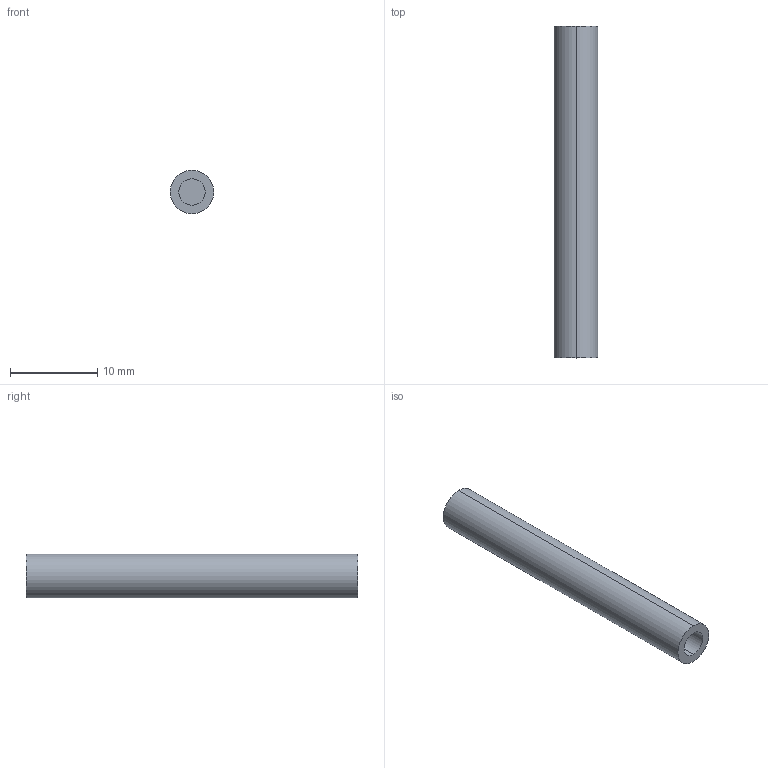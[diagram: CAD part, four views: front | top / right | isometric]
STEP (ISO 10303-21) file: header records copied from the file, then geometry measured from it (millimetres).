
FILE_DESCRIPTION (( 'STEP AP214' ), '1' );
FILE_NAME ('lead screw.STEP', '2017-04-12T13:06:06', ( '' ), ( '' ), 'SwSTEP 2.0', 'SolidWorks 2015', '' );
FILE_SCHEMA (( 'AUTOMOTIVE_DESIGN' ));
Length unit declared in the file: millimetre
Products named in the file (1): lead screw
Bounding box: 5 x 38 x 5 mm (x, y, z)
Volume: 668.4 mm3; surface area: 737.5 mm2
Topology: 1 solids, 1 shells, 9 faces, 19 edges, 10 vertices
Faces by surface type: cylinder 4, plane 3, bspline 2
Entity records: 375 total; most frequent: CARTESIAN_POINT 65, DIRECTION 42, ORIENTED_EDGE 30, AXIS2_PLACEMENT_3D 19, EDGE_CURVE 15, UNCERTAINTY_MEASURE_WITH_UNIT 12, STYLED_ITEM 11, COLOUR_RGB 11
